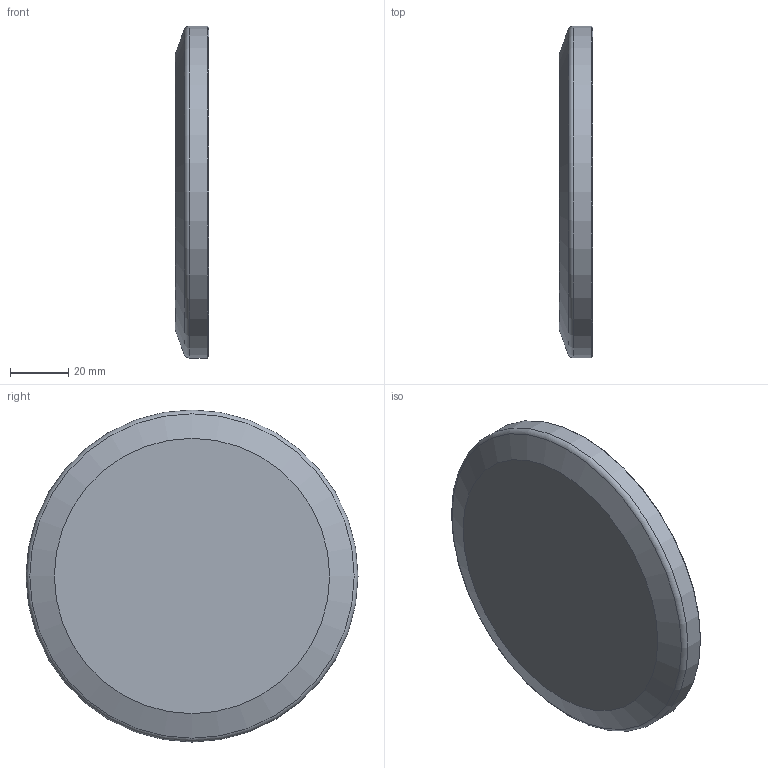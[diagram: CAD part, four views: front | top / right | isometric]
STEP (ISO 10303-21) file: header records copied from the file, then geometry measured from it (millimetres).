
FILE_DESCRIPTION(/* description */ (''),/* implementation_level */ '2;1');
FILE_NAME(/* name */ '32.080003.220.308',/* time_stamp */ '2018-10-08T15:32:00+02:00',/* author */ ('Murat Coskun Bicak'),/* organization */ ('Evac AG'),/* preprocessor_version */ 'ST-DEVELOPER v16.7',/* originating_system */ 'DEX',/* authorisation */ $);
FILE_SCHEMA (('AUTOMOTIVE_DESIGN {1 0 10303 214 3 1 1}'));
Length unit declared in the file: millimetre
Products named in the file (1): 32.080003.220.308
Bounding box: 11.5 x 114 x 114 mm (x, y, z)
Volume: 109149.4 mm3; surface area: 24656.5 mm2
Topology: 1 solids, 1 shells, 12 faces, 22 edges, 14 vertices
Faces by surface type: plane 4, cylinder 3, torus 3, cone 2
Full cylindrical faces by diameter (mm): 77 x1, 83 x1, 114 x1
Entity records: 264 total; most frequent: DIRECTION 48, CARTESIAN_POINT 35, AXIS2_PLACEMENT_3D 24, ORIENTED_EDGE 22, EDGE_LOOP 22, FACE_BOUND 22, ADVANCED_FACE 12, EDGE_CURVE 11
